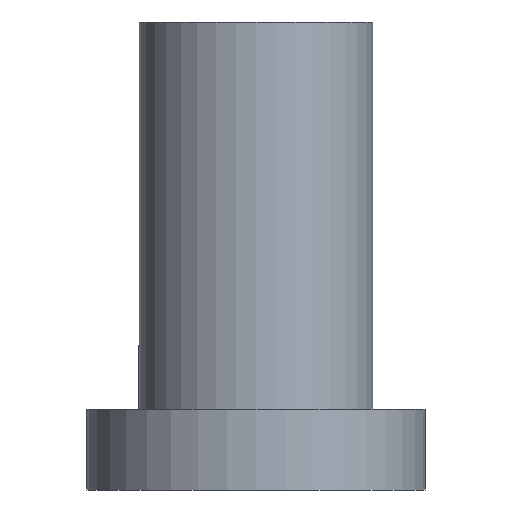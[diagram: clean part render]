
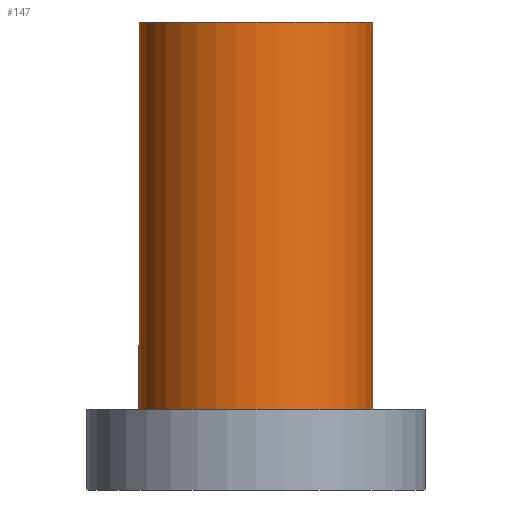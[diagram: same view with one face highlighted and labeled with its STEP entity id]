
A CAD part, front view. The second image highlights one B-rep face of the part: STEP entity #147.
In plain terms, the highlighted cylindrical face has radius 1.1 mm (diameter 2.2 mm), a partial arc.
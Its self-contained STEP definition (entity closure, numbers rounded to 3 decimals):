
#13 = DIRECTION ( 'NONE',  ( 0., 0., 1. ) ) ;
#16 = EDGE_CURVE ( 'NONE', #129, #142, #304, .T. ) ;
#23 = CARTESIAN_POINT ( 'NONE',  ( 1.1, 0., 0.76 ) ) ;
#28 = ORIENTED_EDGE ( 'NONE', *, *, #371, .T. ) ;
#36 = LINE ( 'NONE', #137, #174 ) ;
#44 = CARTESIAN_POINT ( 'NONE',  ( 0., 0., 1. ) ) ;
#59 = LINE ( 'NONE', #263, #196 ) ;
#75 = CIRCLE ( 'NONE', #392, 1.1 ) ;
#79 = FACE_OUTER_BOUND ( 'NONE', #92, .T. ) ;
#92 = EDGE_LOOP ( 'NONE', ( #381, #28, #355, #290 ) ) ;
#93 = DIRECTION ( 'NONE',  ( 0., 0., 1. ) ) ;
#116 = CARTESIAN_POINT ( 'NONE',  ( -1.1, 0., 0.76 ) ) ;
#118 = CARTESIAN_POINT ( 'NONE',  ( 1.1, 0., 4.4 ) ) ;
#119 = CARTESIAN_POINT ( 'NONE',  ( -1.1, 0., 4.4 ) ) ;
#122 = VERTEX_POINT ( 'NONE', #116 ) ;
#129 = VERTEX_POINT ( 'NONE', #119 ) ;
#137 = CARTESIAN_POINT ( 'NONE',  ( -1.1, 0., 1. ) ) ;
#142 = VERTEX_POINT ( 'NONE', #118 ) ;
#146 = DIRECTION ( 'NONE',  ( 1., 0., 0. ) ) ;
#147 = ADVANCED_FACE ( 'NONE', ( #79 ), #316, .T. ) ;
#173 = CARTESIAN_POINT ( 'NONE',  ( 0., 0., 0.76 ) ) ;
#174 = VECTOR ( 'NONE', #93, 1000. ) ;
#185 = DIRECTION ( 'NONE',  ( 0., 0., 1. ) ) ;
#195 = DIRECTION ( 'NONE',  ( 1., 0., 0. ) ) ;
#196 = VECTOR ( 'NONE', #185, 1000. ) ;
#239 = DIRECTION ( 'NONE',  ( 0., 0., 1. ) ) ;
#248 = AXIS2_PLACEMENT_3D ( 'NONE', #44, #13, #146 ) ;
#263 = CARTESIAN_POINT ( 'NONE',  ( 1.1, 0., 1. ) ) ;
#268 = DIRECTION ( 'NONE',  ( 0., 0., 1. ) ) ;
#290 = ORIENTED_EDGE ( 'NONE', *, *, #16, .F. ) ;
#299 = CARTESIAN_POINT ( 'NONE',  ( 0., 0., 4.4 ) ) ;
#304 = CIRCLE ( 'NONE', #395, 1.1 ) ;
#314 = EDGE_CURVE ( 'NONE', #336, #142, #59, .T. ) ;
#316 = CYLINDRICAL_SURFACE ( 'NONE', #248, 1.1 ) ;
#336 = VERTEX_POINT ( 'NONE', #23 ) ;
#355 = ORIENTED_EDGE ( 'NONE', *, *, #314, .T. ) ;
#371 = EDGE_CURVE ( 'NONE', #122, #336, #75, .T. ) ;
#381 = ORIENTED_EDGE ( 'NONE', *, *, #402, .F. ) ;
#392 = AXIS2_PLACEMENT_3D ( 'NONE', #173, #239, #195 ) ;
#394 = DIRECTION ( 'NONE',  ( 1., 0., 0. ) ) ;
#395 = AXIS2_PLACEMENT_3D ( 'NONE', #299, #268, #394 ) ;
#402 = EDGE_CURVE ( 'NONE', #122, #129, #36, .T. ) ;
